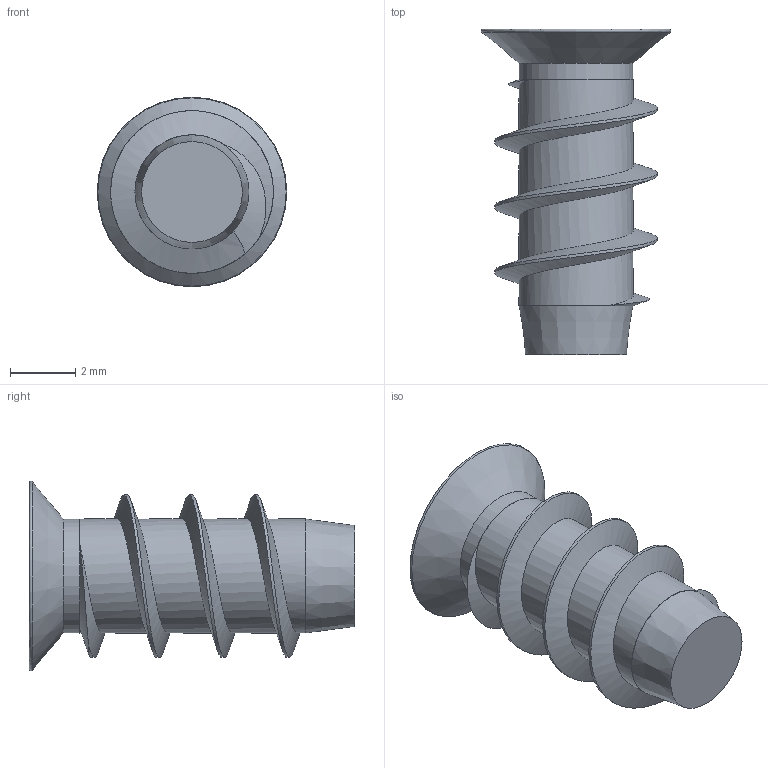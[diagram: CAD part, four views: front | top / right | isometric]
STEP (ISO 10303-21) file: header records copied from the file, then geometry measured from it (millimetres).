
FILE_DESCRIPTION(/* description */ (''),/* implementation_level */ '2;1');
FILE_NAME(/* name */ 'Fan screw.ipt.step',/* time_stamp */ '2022-11-29T08:35:15+01:00',/* author */ ('diederichbenedict'),/* organization */ (''),/* preprocessor_version */ 'ST-DEVELOPER v18.1',/* originating_system */ 'Autodesk Inventor 2022',/* authorisation */ '');
FILE_SCHEMA (('AUTOMOTIVE_DESIGN { 1 0 10303 214 3 1 1 }'));
Length unit declared in the file: millimetre
Products named in the file (1): Fan screw
Bounding box: 5.83 x 10 x 5.83 mm (x, y, z)
Volume: 107.4 mm3; surface area: 224 mm2
Topology: 1 solids, 1 shells, 26 faces, 67 edges, 44 vertices
Faces by surface type: plane 11, cylinder 6, cone 5, bspline 3, torus 1
Full cylindrical faces by diameter (mm): 3.5 x1, 5 x3
Entity records: 1990 total; most frequent: CARTESIAN_POINT 1364, ORIENTED_EDGE 134, DIRECTION 104, EDGE_CURVE 67, VERTEX_POINT 44, AXIS2_PLACEMENT_3D 41, EDGE_LOOP 27, FACE_OUTER_BOUND 26
